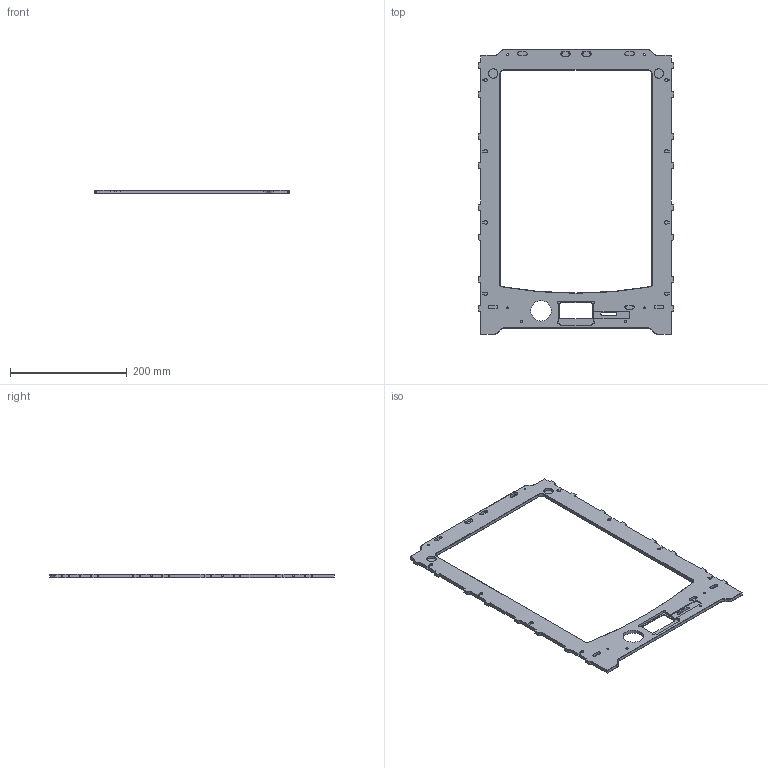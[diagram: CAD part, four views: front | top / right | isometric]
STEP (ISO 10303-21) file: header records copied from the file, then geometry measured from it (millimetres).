
FILE_DESCRIPTION (( 'STEP AP203' ), '1' );
FILE_NAME ('2214-01.STEP', '2014-11-21T16:02:13', ( '' ), ( '' ), 'SwSTEP 2.0', 'SolidWorks 2014', '' );
FILE_SCHEMA (( 'CONFIG_CONTROL_DESIGN' ));
Length unit declared in the file: millimetre
Products named in the file (1): 2214-01
Bounding box: 334.2 x 488 x 6.2 mm (x, y, z)
Volume: 320984.1 mm3; surface area: 134657 mm2
Topology: 12 solids, 12 shells, 611 faces, 1665 edges, 1090 vertices
Faces by surface type: plane 319, cylinder 154, bspline 112, cone 26
Entity records: 19925 total; most frequent: CARTESIAN_POINT 4860, ORIENTED_EDGE 3330, DIRECTION 2773, EDGE_CURVE 1665, VECTOR 1105, LINE 1105, VERTEX_POINT 1090, AXIS2_PLACEMENT_3D 834
